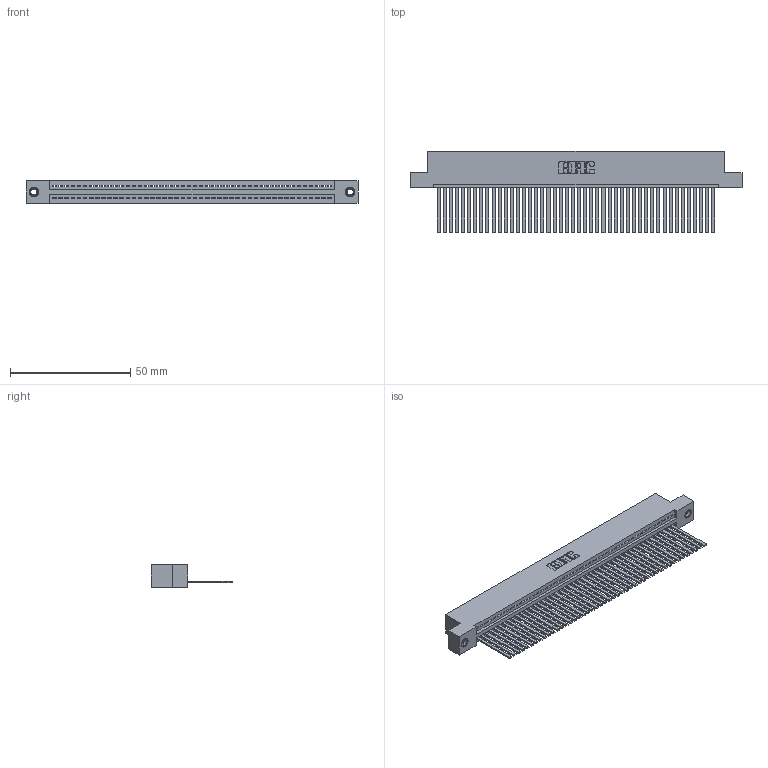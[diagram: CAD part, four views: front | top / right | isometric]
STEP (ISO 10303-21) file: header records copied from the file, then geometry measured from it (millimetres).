
FILE_DESCRIPTION (( 'STEP AP203' ), '1' );
FILE_NAME ('395-046-544-107.STEP', '2018-11-16T16:51:11', ( '' ), ( '' ), 'SwSTEP 2.0', 'SolidWorks 2016', '' );
FILE_SCHEMA (( 'CONFIG_CONTROL_DESIGN' ));
Length unit declared in the file: inch
Products named in the file (4): 345-292-001_345-293-144; 345 Part_Flush Mounting Lugs - 0.156 Dia-TI; 345-250-001_345-250-005-103; 395-046-544-107
Assembly tree (49 placements, depth 2):
  395-046-544-107
    345 Part_Flush Mounting Lugs - 0.156 Dia-TI
    345-292-001_345-293-144  x46
    345-250-001_345-250-005-103  x2
Bounding box: 138.05 x 33.96 x 9.4 mm (x, y, z)
Volume: 13664 mm3; surface area: 19844.5 mm2
Topology: 49 solids, 49 shells, 2578 faces, 7745 edges, 5094 vertices
Faces by surface type: plane 1768, cylinder 794, cone 12, torus 4
Entity records: 35084 total; most frequent: CARTESIAN_POINT 6057, ORIENTED_EDGE 6030, DIRECTION 5309, EDGE_CURVE 3015, LINE 2683, VECTOR 2683, VERTEX_POINT 2004, AXIS2_PLACEMENT_3D 1313
